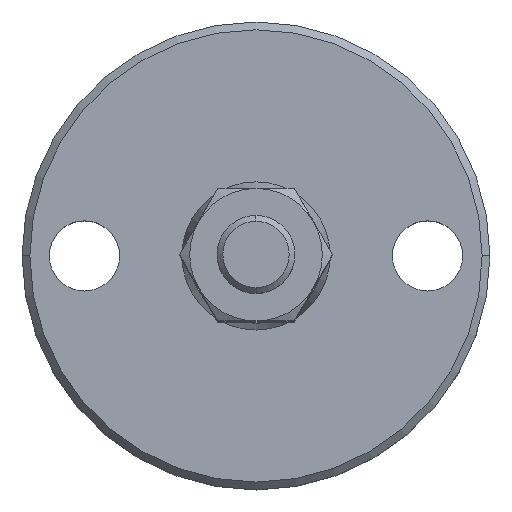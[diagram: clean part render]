
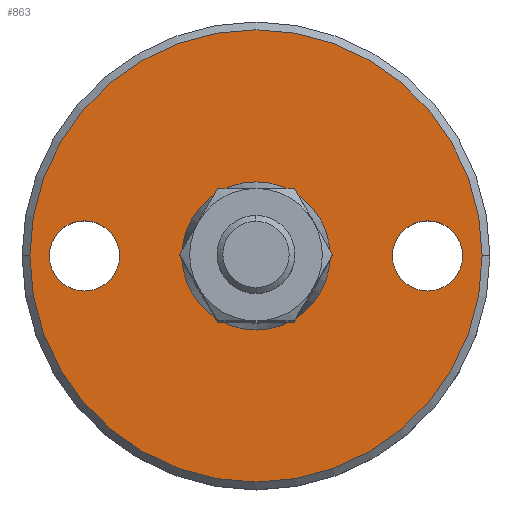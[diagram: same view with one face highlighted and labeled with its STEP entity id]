
A CAD part, top view. The second image highlights one B-rep face of the part: STEP entity #863.
In plain terms, the highlighted planar face has unit normal (0, 0, 1).
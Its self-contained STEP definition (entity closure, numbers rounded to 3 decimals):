
#373=EDGE_CURVE('',#923,#833,#1018,.T.);
#421=EDGE_CURVE('',#945,#487,#1068,.T.);
#425=EDGE_CURVE('',#587,#723,#1072,.T.);
#487=VERTEX_POINT('',#1142);
#513=VERTEX_POINT('',#1170);
#587=VERTEX_POINT('',#1257);
#615=EDGE_CURVE('',#723,#587,#1287,.T.);
#639=EDGE_CURVE('',#487,#945,#1314,.T.);
#711=EDGE_CURVE('',#919,#513,#1400,.T.);
#723=VERTEX_POINT('',#1415);
#833=VERTEX_POINT('',#1540);
#863=ADVANCED_FACE('',(#1572,#1573,#1574,#1575),#1576,.T.);
#919=VERTEX_POINT('',#1636);
#923=VERTEX_POINT('',#1640);
#931=EDGE_CURVE('',#513,#919,#1648,.T.);
#933=EDGE_CURVE('',#833,#923,#1650,.T.);
#945=VERTEX_POINT('',#1664);
#1018=CIRCLE('',#1756,4.5);
#1068=CIRCLE('',#1899,9.5);
#1072=CIRCLE('',#1905,4.5);
#1142=CARTESIAN_POINT('',(-9.5,0.,11.5));
#1170=CARTESIAN_POINT('',(-29.,0.,11.5));
#1257=CARTESIAN_POINT('',(17.5,0.0,11.5));
#1287=CIRCLE('',#2318,4.5);
#1314=CIRCLE('',#2370,9.5);
#1400=CIRCLE('',#2522,29.);
#1415=CARTESIAN_POINT('',(26.5,0.,11.5));
#1540=CARTESIAN_POINT('',(-17.5,0.,11.5));
#1572=FACE_BOUND('',#2819,.T.);
#1573=FACE_BOUND('',#2820,.T.);
#1574=FACE_BOUND('',#2821,.T.);
#1575=FACE_OUTER_BOUND('',#2822,.T.);
#1576=PLANE('',#2823);
#1636=CARTESIAN_POINT('',(29.0,0.,11.5));
#1640=CARTESIAN_POINT('',(-26.5,0.0,11.5));
#1648=CIRCLE('',#2932,29.);
#1650=CIRCLE('',#2935,4.5);
#1664=CARTESIAN_POINT('',(9.5,0.,11.5));
#1756=AXIS2_PLACEMENT_3D('',#3053,#3054,#3055);
#1899=AXIS2_PLACEMENT_3D('',#3088,#3089,#3090);
#1905=AXIS2_PLACEMENT_3D('',#3094,#3095,#3096);
#2318=AXIS2_PLACEMENT_3D('',#3339,#3340,#3341);
#2370=AXIS2_PLACEMENT_3D('',#3371,#3372,#3373);
#2522=AXIS2_PLACEMENT_3D('',#3493,#3494,#3495);
#2819=EDGE_LOOP('',(#3710,#3711));
#2820=EDGE_LOOP('',(#3712,#3713));
#2821=EDGE_LOOP('',(#3714,#3715));
#2822=EDGE_LOOP('',(#3716,#3717));
#2823=AXIS2_PLACEMENT_3D('',#3718,#3719,#3720);
#2932=AXIS2_PLACEMENT_3D('',#3783,#3784,#3785);
#2935=AXIS2_PLACEMENT_3D('',#3786,#3787,#3788);
#3053=CARTESIAN_POINT('',(-22.0,0.,11.5));
#3054=DIRECTION('',(0.,0.,-1.0));
#3055=DIRECTION('',(1.0,0.,0.));
#3088=CARTESIAN_POINT('',(0.,0.,11.5));
#3089=DIRECTION('',(0.,0.,1.0));
#3090=DIRECTION('',(-1.0,0.,0.));
#3094=CARTESIAN_POINT('',(22.0,0.,11.5));
#3095=DIRECTION('',(0.,0.,-1.0));
#3096=DIRECTION('',(1.0,0.,0.));
#3339=CARTESIAN_POINT('',(22.0,0.,11.5));
#3340=DIRECTION('',(0.,0.,-1.0));
#3341=DIRECTION('',(1.0,0.,0.));
#3371=CARTESIAN_POINT('',(0.,0.,11.5));
#3372=DIRECTION('',(0.,0.,1.0));
#3373=DIRECTION('',(-1.0,0.,0.));
#3493=CARTESIAN_POINT('',(0.,0.,11.5));
#3494=DIRECTION('',(0.,0.,1.0));
#3495=DIRECTION('',(-1.0,0.,0.));
#3710=ORIENTED_EDGE('',*,*,#425,.T.);
#3711=ORIENTED_EDGE('',*,*,#615,.T.);
#3712=ORIENTED_EDGE('',*,*,#373,.T.);
#3713=ORIENTED_EDGE('',*,*,#933,.T.);
#3714=ORIENTED_EDGE('',*,*,#639,.F.);
#3715=ORIENTED_EDGE('',*,*,#421,.F.);
#3716=ORIENTED_EDGE('',*,*,#931,.T.);
#3717=ORIENTED_EDGE('',*,*,#711,.T.);
#3718=CARTESIAN_POINT('',(-19.25,0.,11.5));
#3719=DIRECTION('',(0.,0.,1.0));
#3720=DIRECTION('',(-1.0,0.,0.0));
#3783=CARTESIAN_POINT('',(0.,0.,11.5));
#3784=DIRECTION('',(0.,0.,1.0));
#3785=DIRECTION('',(-1.0,0.,0.));
#3786=CARTESIAN_POINT('',(-22.0,0.,11.5));
#3787=DIRECTION('',(0.,0.,-1.0));
#3788=DIRECTION('',(1.0,0.,0.));
